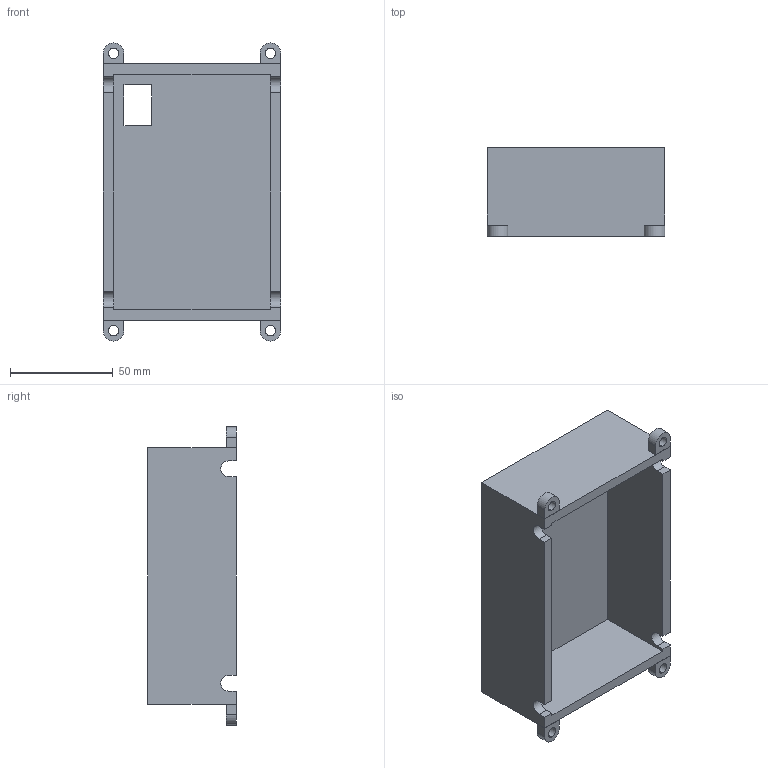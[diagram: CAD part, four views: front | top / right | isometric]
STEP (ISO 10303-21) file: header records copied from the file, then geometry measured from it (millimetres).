
FILE_DESCRIPTION (( 'STEP AP203' ), '1' );
FILE_NAME ('Relay Shroud.STEP', '2024-05-17T17:19:35', ( '' ), ( '' ), 'SwSTEP 2.0', 'SolidWorks 2022', '' );
FILE_SCHEMA (( 'CONFIG_CONTROL_DESIGN' ));
Length unit declared in the file: inch
Products named in the file (1): Relay Shroud
Bounding box: 86.36 x 43.18 x 144.78 mm (x, y, z)
Volume: 131328.9 mm3; surface area: 55489 mm2
Topology: 5 solids, 5 shells, 64 faces, 162 edges, 108 vertices
Faces by surface type: plane 46, cylinder 18
Entity records: 2013 total; most frequent: CARTESIAN_POINT 335, DIRECTION 328, ORIENTED_EDGE 324, EDGE_CURVE 162, LINE 126, VECTOR 126, VERTEX_POINT 108, AXIS2_PLACEMENT_3D 101
